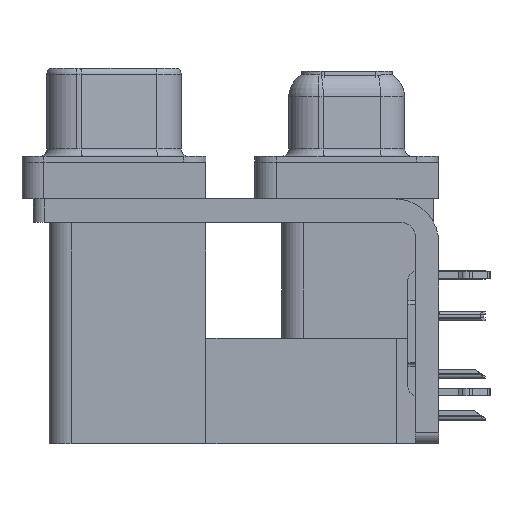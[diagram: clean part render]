
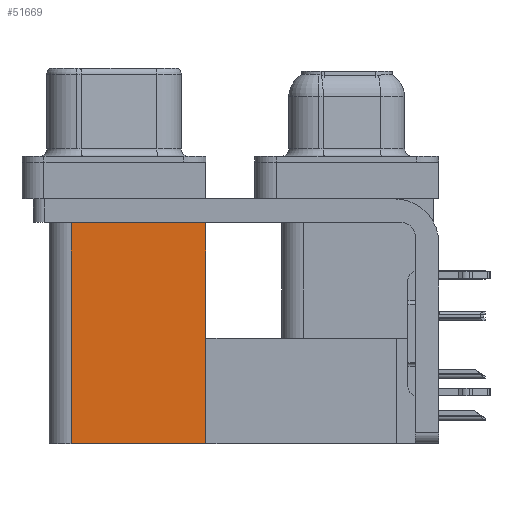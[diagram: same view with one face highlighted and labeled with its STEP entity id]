
A CAD part, left-side view. The second image highlights one B-rep face of the part: STEP entity #51669.
In plain terms, the highlighted planar face has unit normal (-1, 0, 0).
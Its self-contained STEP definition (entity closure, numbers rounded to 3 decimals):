
#2226 = VERTEX_POINT ( 'NONE', #24692 ) ;
#3308 = CARTESIAN_POINT ( 'NONE',  ( 3.7, 9.6, -19.2 ) ) ;
#4117 = AXIS2_PLACEMENT_3D ( 'NONE', #3308, #4139, #29218 ) ;
#4139 = DIRECTION ( 'NONE',  ( 1., 0., 0. ) ) ;
#5535 = DIRECTION ( 'NONE',  ( 0., 1., 0. ) ) ;
#6665 = EDGE_CURVE ( 'NONE', #2226, #38160, #30628, .T. ) ;
#6928 = VERTEX_POINT ( 'NONE', #24992 ) ;
#8107 = EDGE_CURVE ( 'NONE', #6928, #13417, #37575, .T. ) ;
#11103 = DIRECTION ( 'NONE',  ( 0., 1., 0. ) ) ;
#12258 = EDGE_LOOP ( 'NONE', ( #46239, #33915, #15189, #49661 ) ) ;
#13067 = PLANE ( 'NONE',  #4117 ) ;
#13417 = VERTEX_POINT ( 'NONE', #15531 ) ;
#15189 = ORIENTED_EDGE ( 'NONE', *, *, #8107, .F. ) ;
#15531 = CARTESIAN_POINT ( 'NONE',  ( 3.7, 18.8, -19.2 ) ) ;
#16131 = FACE_OUTER_BOUND ( 'NONE', #12258, .T. ) ;
#20993 = VECTOR ( 'NONE', #43859, 1000. ) ;
#21784 = EDGE_CURVE ( 'NONE', #13417, #38160, #26816, .T. ) ;
#23356 = CARTESIAN_POINT ( 'NONE',  ( 3.7, 9.6, -2.5 ) ) ;
#24692 = CARTESIAN_POINT ( 'NONE',  ( 3.7, 9.6, -2.5 ) ) ;
#24992 = CARTESIAN_POINT ( 'NONE',  ( 3.7, 9.6, -19.2 ) ) ;
#26816 = LINE ( 'NONE', #35493, #20993 ) ;
#29218 = DIRECTION ( 'NONE',  ( 0., 0., -1. ) ) ;
#30628 = LINE ( 'NONE', #23356, #37601 ) ;
#33915 = ORIENTED_EDGE ( 'NONE', *, *, #21784, .F. ) ;
#35493 = CARTESIAN_POINT ( 'NONE',  ( 3.7, 18.8, -19.2 ) ) ;
#37575 = LINE ( 'NONE', #53468, #38959 ) ;
#37601 = VECTOR ( 'NONE', #5535, 1000. ) ;
#38160 = VERTEX_POINT ( 'NONE', #48069 ) ;
#38959 = VECTOR ( 'NONE', #11103, 1000. ) ;
#43673 = LINE ( 'NONE', #51746, #54974 ) ;
#43859 = DIRECTION ( 'NONE',  ( 0., 0., 1. ) ) ;
#46239 = ORIENTED_EDGE ( 'NONE', *, *, #6665, .T. ) ;
#48069 = CARTESIAN_POINT ( 'NONE',  ( 3.7, 18.8, -2.5 ) ) ;
#49661 = ORIENTED_EDGE ( 'NONE', *, *, #53407, .T. ) ;
#51669 = ADVANCED_FACE ( 'NONE', ( #16131 ), #13067, .F. ) ;
#51746 = CARTESIAN_POINT ( 'NONE',  ( 3.7, 9.6, -19.2 ) ) ;
#52305 = DIRECTION ( 'NONE',  ( 0., 0., 1. ) ) ;
#53407 = EDGE_CURVE ( 'NONE', #6928, #2226, #43673, .T. ) ;
#53468 = CARTESIAN_POINT ( 'NONE',  ( 3.7, 9.6, -19.2 ) ) ;
#54974 = VECTOR ( 'NONE', #52305, 1000. ) ;
